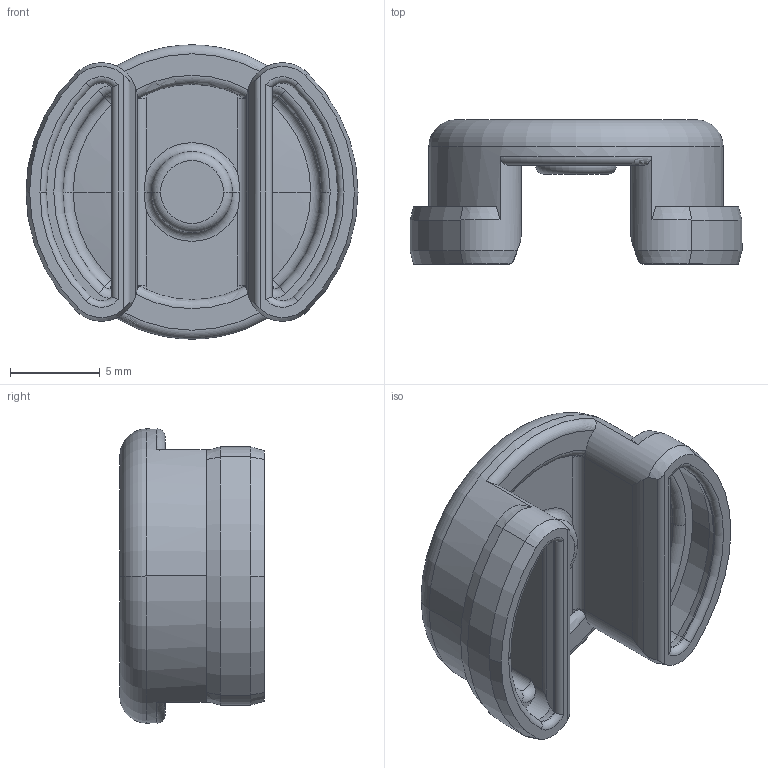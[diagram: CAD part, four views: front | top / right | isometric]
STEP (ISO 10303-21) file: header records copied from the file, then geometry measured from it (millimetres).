
FILE_DESCRIPTION (( 'STEP AP214' ), '1' );
FILE_NAME ('Tadpole_Button.STEP', '2023-10-02T02:03:19', ( '' ), ( '' ), 'SwSTEP 2.0', 'SolidWorks 2023', '' );
FILE_SCHEMA (( 'AUTOMOTIVE_DESIGN' ));
Length unit declared in the file: millimetre
Products named in the file (1): Tadpole_Button
Bounding box: 18.5 x 8.04 x 16.4 mm (x, y, z)
Volume: 744 mm3; surface area: 1288.9 mm2
Topology: 1 solids, 1 shells, 128 faces, 311 edges, 187 vertices
Faces by surface type: torus 41, cylinder 35, cone 21, plane 19, sphere 12
Entity records: 3909 total; most frequent: CARTESIAN_POINT 903, DIRECTION 680, ORIENTED_EDGE 622, EDGE_CURVE 311, AXIS2_PLACEMENT_3D 304, VERTEX_POINT 187, CIRCLE 175, EDGE_LOOP 130
